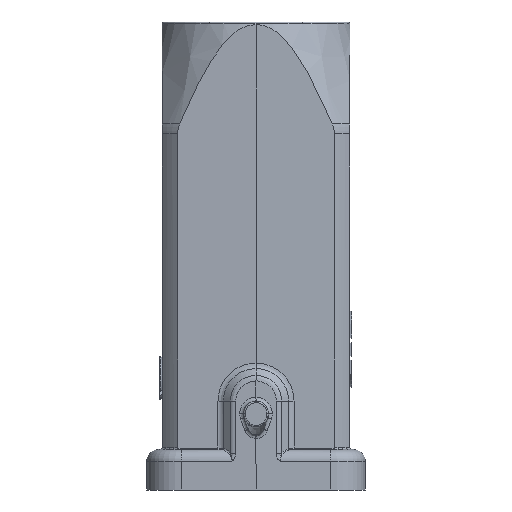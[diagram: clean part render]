
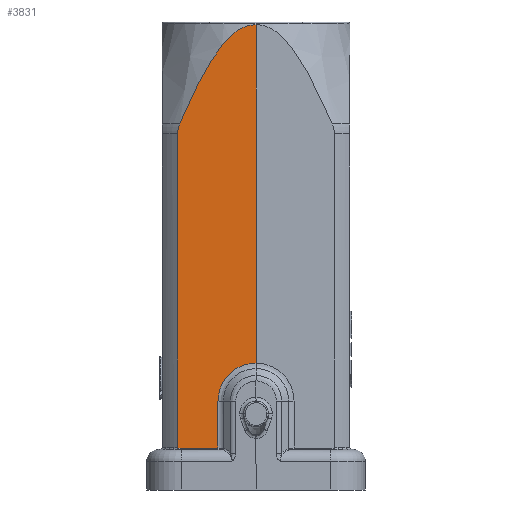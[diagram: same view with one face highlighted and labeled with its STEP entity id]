
A CAD part, left-side view. The second image highlights one B-rep face of the part: STEP entity #3831.
In plain terms, the highlighted planar face has unit normal (-1, 0.018, 0).
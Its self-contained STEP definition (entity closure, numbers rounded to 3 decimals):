
#2600=PLANE('',#9253);
#2745=FACE_OUTER_BOUND('',#4384,.T.);
#3228=LINE('',#12281,#3582);
#3229=LINE('',#12284,#3583);
#3230=LINE('',#12293,#3584);
#3231=LINE('',#12311,#3585);
#3582=VECTOR('',#9992,1.);
#3583=VECTOR('',#9993,1.);
#3584=VECTOR('',#9994,1.);
#3585=VECTOR('',#9995,1.);
#3831=ADVANCED_FACE('',(#2745),#2600,.T.);
#4384=EDGE_LOOP('',(#5398,#5399,#5400,#5401,#5402,#5403,#5404,#5405,#5406));
#4845=B_SPLINE_CURVE_WITH_KNOTS('',3,(#12286,#12287,#12288,#12289,#12290,
#12291),.UNSPECIFIED.,.F.,.F.,(4,2,4),(0.,0.5,1.),.UNSPECIFIED.);
#4846=B_SPLINE_CURVE_WITH_KNOTS('',3,(#12295,#12296,#12297,#12298,#12299,
#12300,#12301,#12302,#12303,#12304),.UNSPECIFIED.,.F.,.F.,(4,2,2,2,4),(0.,
0.125,0.25,0.5,1.),.UNSPECIFIED.);
#4847=B_SPLINE_CURVE_WITH_KNOTS('',3,(#12306,#12307,#12308,#12309),
 .UNSPECIFIED.,.F.,.F.,(4,4),(0.,1.),.UNSPECIFIED.);
#4848=B_SPLINE_CURVE_WITH_KNOTS('',3,(#12313,#12314,#12315,#12316),
 .UNSPECIFIED.,.F.,.F.,(4,4),(0.,1.),.UNSPECIFIED.);
#4849=B_SPLINE_CURVE_WITH_KNOTS('',3,(#12318,#12319,#12320,#12321,#12322,
#12323,#12324),.UNSPECIFIED.,.F.,.F.,(4,3,4),(0.,0.,1.),
 .UNSPECIFIED.);
#5398=ORIENTED_EDGE('',*,*,#7843,.T.);
#5399=ORIENTED_EDGE('',*,*,#7844,.T.);
#5400=ORIENTED_EDGE('',*,*,#7845,.T.);
#5401=ORIENTED_EDGE('',*,*,#7846,.T.);
#5402=ORIENTED_EDGE('',*,*,#7847,.T.);
#5403=ORIENTED_EDGE('',*,*,#7848,.T.);
#5404=ORIENTED_EDGE('',*,*,#7849,.F.);
#5405=ORIENTED_EDGE('',*,*,#7850,.T.);
#5406=ORIENTED_EDGE('',*,*,#7851,.T.);
#7241=VERTEX_POINT('',#12282);
#7242=VERTEX_POINT('',#12283);
#7243=VERTEX_POINT('',#12285);
#7244=VERTEX_POINT('',#12292);
#7245=VERTEX_POINT('',#12294);
#7246=VERTEX_POINT('',#12305);
#7247=VERTEX_POINT('',#12310);
#7248=VERTEX_POINT('',#12312);
#7249=VERTEX_POINT('',#12317);
#7843=EDGE_CURVE('',#7241,#7242,#3228,.T.);
#7844=EDGE_CURVE('',#7242,#7243,#3229,.T.);
#7845=EDGE_CURVE('',#7243,#7244,#4845,.T.);
#7846=EDGE_CURVE('',#7244,#7245,#3230,.T.);
#7847=EDGE_CURVE('',#7245,#7246,#4846,.T.);
#7848=EDGE_CURVE('',#7246,#7247,#4847,.T.);
#7849=EDGE_CURVE('',#7248,#7247,#3231,.T.);
#7850=EDGE_CURVE('',#7248,#7249,#4848,.T.);
#7851=EDGE_CURVE('',#7249,#7241,#4849,.T.);
#9253=AXIS2_PLACEMENT_3D('',#12325,#9996,#9997);
#9992=DIRECTION('',(-0.017,-1.,0.));
#9993=DIRECTION('',(0.,0.,1.));
#9994=DIRECTION('',(0.,0.,1.));
#9995=DIRECTION('',(0.,0.,1.));
#9996=DIRECTION('',(-1.,0.017,0.));
#9997=DIRECTION('',(-0.017,-1.,0.));
#12281=CARTESIAN_POINT('',(-12.05,0.,5.381));
#12282=CARTESIAN_POINT('',(-11.883,9.553,5.381));
#12283=CARTESIAN_POINT('',(-11.965,4.88,5.381));
#12284=CARTESIAN_POINT('',(-11.965,4.88,11.4));
#12285=CARTESIAN_POINT('',(-11.965,4.88,11.4));
#12286=CARTESIAN_POINT('',(-11.965,4.88,11.4));
#12287=CARTESIAN_POINT('',(-11.965,4.88,12.687));
#12288=CARTESIAN_POINT('',(-11.974,4.349,13.948));
#12289=CARTESIAN_POINT('',(-12.005,2.552,15.74));
#12290=CARTESIAN_POINT('',(-12.028,1.286,16.264));
#12291=CARTESIAN_POINT('',(-12.05,0.,16.264));
#12292=CARTESIAN_POINT('',(-12.05,0.,16.264));
#12293=CARTESIAN_POINT('',(-12.05,0.,60.));
#12294=CARTESIAN_POINT('',(-12.05,0.,59.619));
#12295=CARTESIAN_POINT('',(-12.05,0.,59.619));
#12296=CARTESIAN_POINT('',(-12.038,0.711,59.667));
#12297=CARTESIAN_POINT('',(-12.025,1.408,59.458));
#12298=CARTESIAN_POINT('',(-12.004,2.629,58.768));
#12299=CARTESIAN_POINT('',(-11.995,3.167,58.298));
#12300=CARTESIAN_POINT('',(-11.969,4.618,56.782));
#12301=CARTESIAN_POINT('',(-11.956,5.404,55.606));
#12302=CARTESIAN_POINT('',(-11.918,7.54,52.028));
#12303=CARTESIAN_POINT('',(-11.898,8.693,49.492));
#12304=CARTESIAN_POINT('',(-11.879,9.778,46.925));
#12305=CARTESIAN_POINT('',(-11.879,9.778,46.925));
#12306=CARTESIAN_POINT('',(-11.879,9.778,46.925));
#12307=CARTESIAN_POINT('',(-11.876,9.949,46.519));
#12308=CARTESIAN_POINT('',(-11.875,10.04,46.096));
#12309=CARTESIAN_POINT('',(-11.875,10.04,45.654));
#12310=CARTESIAN_POINT('',(-11.875,10.04,45.654));
#12311=CARTESIAN_POINT('',(-11.875,10.04,66.));
#12312=CARTESIAN_POINT('',(-11.875,10.04,5.379));
#12313=CARTESIAN_POINT('',(-11.875,10.04,5.379));
#12314=CARTESIAN_POINT('',(-11.875,10.04,5.378));
#12315=CARTESIAN_POINT('',(-11.875,10.04,5.377));
#12316=CARTESIAN_POINT('',(-11.875,10.04,5.376));
#12317=CARTESIAN_POINT('',(-11.875,10.04,5.376));
#12318=CARTESIAN_POINT('',(-11.875,10.04,5.376));
#12319=CARTESIAN_POINT('',(-11.875,10.04,5.376));
#12320=CARTESIAN_POINT('',(-11.875,10.04,5.376));
#12321=CARTESIAN_POINT('',(-11.875,10.04,5.376));
#12322=CARTESIAN_POINT('',(-11.878,9.877,5.38));
#12323=CARTESIAN_POINT('',(-11.88,9.715,5.381));
#12324=CARTESIAN_POINT('',(-11.883,9.553,5.381));
#12325=CARTESIAN_POINT('',(-12.05,0.,60.));
